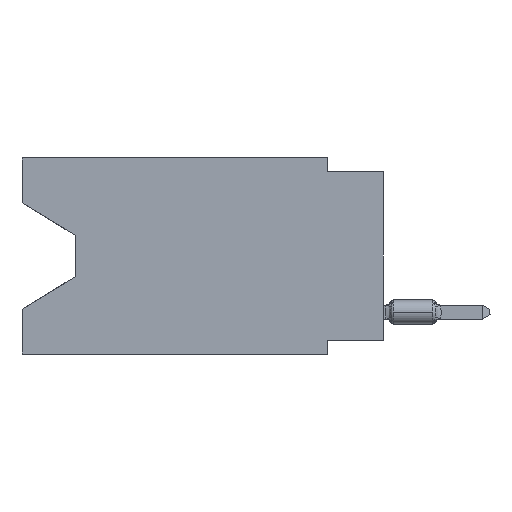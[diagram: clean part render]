
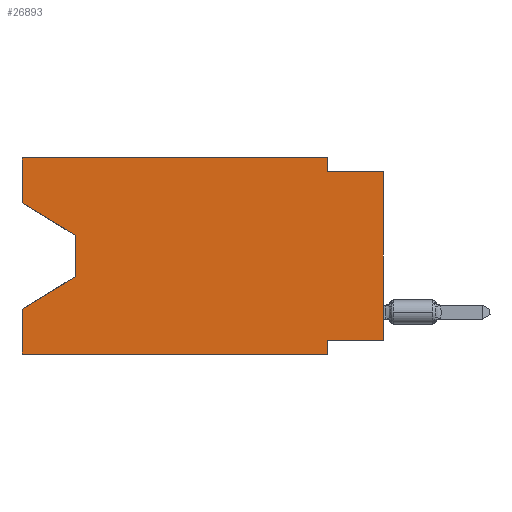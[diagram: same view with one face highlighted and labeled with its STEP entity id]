
A CAD part, left-side view. The second image highlights one B-rep face of the part: STEP entity #26893.
In plain terms, the highlighted planar face has unit normal (-1, 0, 0).
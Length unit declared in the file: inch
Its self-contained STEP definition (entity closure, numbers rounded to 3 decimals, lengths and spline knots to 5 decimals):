
#272 = EDGE_CURVE ( 'NONE', #39853, #32574, #42100, .T. ) ;
#504 = LINE ( 'NONE', #4972, #16388 ) ;
#1639 = VECTOR ( 'NONE', #6056, 39.37008 ) ;
#2309 = ORIENTED_EDGE ( 'NONE', *, *, #50569, .T. ) ;
#3281 = VECTOR ( 'NONE', #29652, 39.37008 ) ;
#3355 = VECTOR ( 'NONE', #6683, 39.37008 ) ;
#3382 = VECTOR ( 'NONE', #7467, 39.37008 ) ;
#4950 = LINE ( 'NONE', #28934, #49389 ) ;
#4972 = CARTESIAN_POINT ( 'NONE',  ( 0., 0.645, 0. ) ) ;
#4976 = DIRECTION ( 'NONE',  ( 0., 0., -1. ) ) ;
#5580 = LINE ( 'NONE', #21661, #14779 ) ;
#6056 = DIRECTION ( 'NONE',  ( 0., 0., 1. ) ) ;
#6112 = CARTESIAN_POINT ( 'NONE',  ( 0., 0.1, -0.35 ) ) ;
#6683 = DIRECTION ( 'NONE',  ( 0., 0.855, -0.519 ) ) ;
#6824 = LINE ( 'NONE', #22918, #1639 ) ;
#7467 = DIRECTION ( 'NONE',  ( 0., -1., 0. ) ) ;
#7749 = VERTEX_POINT ( 'NONE', #48531 ) ;
#8392 = DIRECTION ( 'NONE',  ( 1., 0., 0. ) ) ;
#9228 = ORIENTED_EDGE ( 'NONE', *, *, #25309, .T. ) ;
#10223 = LINE ( 'NONE', #42434, #18775 ) ;
#10295 = VECTOR ( 'NONE', #31793, 39.37008 ) ;
#10415 = DIRECTION ( 'NONE',  ( 0., 0., -1. ) ) ;
#10558 = LINE ( 'NONE', #10812, #27498 ) ;
#10812 = CARTESIAN_POINT ( 'NONE',  ( 0., 0.55, -0.138 ) ) ;
#10872 = DIRECTION ( 'NONE',  ( 0., 1., 0. ) ) ;
#11451 = ORIENTED_EDGE ( 'NONE', *, *, #13403, .F. ) ;
#12025 = EDGE_LOOP ( 'NONE', ( #39725, #2309, #46959, #41817, #9228, #13628, #11451, #15619, #42864, #20526, #33040, #13285 ) ) ;
#13285 = ORIENTED_EDGE ( 'NONE', *, *, #48417, .F. ) ;
#13393 = DIRECTION ( 'NONE',  ( 0., 0., 1. ) ) ;
#13403 = EDGE_CURVE ( 'NONE', #28236, #7749, #19303, .T. ) ;
#13564 = LINE ( 'NONE', #16994, #3281 ) ;
#13628 = ORIENTED_EDGE ( 'NONE', *, *, #14979, .F. ) ;
#14779 = VECTOR ( 'NONE', #41740, 39.37008 ) ;
#14979 = EDGE_CURVE ( 'NONE', #7749, #26261, #13564, .T. ) ;
#15261 = CARTESIAN_POINT ( 'NONE',  ( 0., 0.55, -0.212 ) ) ;
#15464 = CARTESIAN_POINT ( 'NONE',  ( 0., 0.55, -0.138 ) ) ;
#15619 = ORIENTED_EDGE ( 'NONE', *, *, #27899, .T. ) ;
#16221 = EDGE_CURVE ( 'NONE', #31881, #30121, #18307, .T. ) ;
#16388 = VECTOR ( 'NONE', #13393, 39.37008 ) ;
#16994 = CARTESIAN_POINT ( 'NONE',  ( 0., 0.1, -0.35 ) ) ;
#17347 = PLANE ( 'NONE',  #38975 ) ;
#18307 = LINE ( 'NONE', #51033, #3355 ) ;
#18723 = DIRECTION ( 'NONE',  ( 0., 0., -1. ) ) ;
#18775 = VECTOR ( 'NONE', #29508, 39.37008 ) ;
#19303 = LINE ( 'NONE', #27216, #41017 ) ;
#19919 = VERTEX_POINT ( 'NONE', #41492 ) ;
#20526 = ORIENTED_EDGE ( 'NONE', *, *, #272, .F. ) ;
#20652 = CARTESIAN_POINT ( 'NONE',  ( 0., 0., -0.025 ) ) ;
#21620 = VERTEX_POINT ( 'NONE', #43213 ) ;
#21661 = CARTESIAN_POINT ( 'NONE',  ( 0., 0.645, 0. ) ) ;
#22918 = CARTESIAN_POINT ( 'NONE',  ( 0., 0., 0. ) ) ;
#23318 = EDGE_CURVE ( 'NONE', #35044, #30121, #5580, .T. ) ;
#24339 = LINE ( 'NONE', #20652, #3382 ) ;
#24979 = DIRECTION ( 'NONE',  ( 0., -1., 0. ) ) ;
#25309 = EDGE_CURVE ( 'NONE', #35044, #26261, #4950, .T. ) ;
#26184 = CARTESIAN_POINT ( 'NONE',  ( 0., 0.1, -0.025 ) ) ;
#26261 = VERTEX_POINT ( 'NONE', #6112 ) ;
#26762 = CARTESIAN_POINT ( 'NONE',  ( 0., 0.1, 0. ) ) ;
#26819 = CARTESIAN_POINT ( 'NONE',  ( 0., 0., -0.325 ) ) ;
#26893 = ADVANCED_FACE ( 'NONE', ( #40587 ), #17347, .F. ) ;
#27216 = CARTESIAN_POINT ( 'NONE',  ( 0., 0., -0.325 ) ) ;
#27498 = VECTOR ( 'NONE', #18723, 39.37008 ) ;
#27899 = EDGE_CURVE ( 'NONE', #28236, #43869, #6824, .T. ) ;
#28236 = VERTEX_POINT ( 'NONE', #26819 ) ;
#28934 = CARTESIAN_POINT ( 'NONE',  ( 0., 0.645, -0.35 ) ) ;
#29508 = DIRECTION ( 'NONE',  ( 0., -1., 0. ) ) ;
#29652 = DIRECTION ( 'NONE',  ( 0., 0., -1. ) ) ;
#30121 = VERTEX_POINT ( 'NONE', #50203 ) ;
#31052 = CARTESIAN_POINT ( 'NONE',  ( 0., 0.1, 0. ) ) ;
#31793 = DIRECTION ( 'NONE',  ( 0., -0.855, -0.519 ) ) ;
#31881 = VERTEX_POINT ( 'NONE', #15261 ) ;
#32132 = EDGE_CURVE ( 'NONE', #19919, #39853, #10223, .T. ) ;
#32574 = VERTEX_POINT ( 'NONE', #26184 ) ;
#32686 = CARTESIAN_POINT ( 'NONE',  ( 0., 0., -0.025 ) ) ;
#33040 = ORIENTED_EDGE ( 'NONE', *, *, #32132, .F. ) ;
#35044 = VERTEX_POINT ( 'NONE', #43731 ) ;
#35052 = VERTEX_POINT ( 'NONE', #15464 ) ;
#36624 = CARTESIAN_POINT ( 'NONE',  ( 0., 0.645, 0. ) ) ;
#38975 = AXIS2_PLACEMENT_3D ( 'NONE', #36624, #8392, #4976 ) ;
#39709 = LINE ( 'NONE', #40497, #10295 ) ;
#39725 = ORIENTED_EDGE ( 'NONE', *, *, #46004, .T. ) ;
#39853 = VERTEX_POINT ( 'NONE', #31052 ) ;
#40497 = CARTESIAN_POINT ( 'NONE',  ( 0., 0.645, -0.08025 ) ) ;
#40587 = FACE_OUTER_BOUND ( 'NONE', #12025, .T. ) ;
#41017 = VECTOR ( 'NONE', #10872, 39.37008 ) ;
#41492 = CARTESIAN_POINT ( 'NONE',  ( 0., 0.645, 0. ) ) ;
#41733 = EDGE_CURVE ( 'NONE', #32574, #43869, #24339, .T. ) ;
#41740 = DIRECTION ( 'NONE',  ( 0., 0., 1. ) ) ;
#41817 = ORIENTED_EDGE ( 'NONE', *, *, #23318, .F. ) ;
#42100 = LINE ( 'NONE', #26762, #47580 ) ;
#42434 = CARTESIAN_POINT ( 'NONE',  ( 0., 0.645, 0. ) ) ;
#42864 = ORIENTED_EDGE ( 'NONE', *, *, #41733, .F. ) ;
#43213 = CARTESIAN_POINT ( 'NONE',  ( 0., 0.645, -0.08025 ) ) ;
#43731 = CARTESIAN_POINT ( 'NONE',  ( 0., 0.645, -0.35 ) ) ;
#43869 = VERTEX_POINT ( 'NONE', #32686 ) ;
#46004 = EDGE_CURVE ( 'NONE', #21620, #35052, #39709, .T. ) ;
#46959 = ORIENTED_EDGE ( 'NONE', *, *, #16221, .T. ) ;
#47580 = VECTOR ( 'NONE', #10415, 39.37008 ) ;
#48417 = EDGE_CURVE ( 'NONE', #21620, #19919, #504, .T. ) ;
#48531 = CARTESIAN_POINT ( 'NONE',  ( 0., 0.1, -0.325 ) ) ;
#49389 = VECTOR ( 'NONE', #24979, 39.37008 ) ;
#50203 = CARTESIAN_POINT ( 'NONE',  ( 0., 0.645, -0.26975 ) ) ;
#50569 = EDGE_CURVE ( 'NONE', #35052, #31881, #10558, .T. ) ;
#51033 = CARTESIAN_POINT ( 'NONE',  ( 0., 0.55, -0.212 ) ) ;
